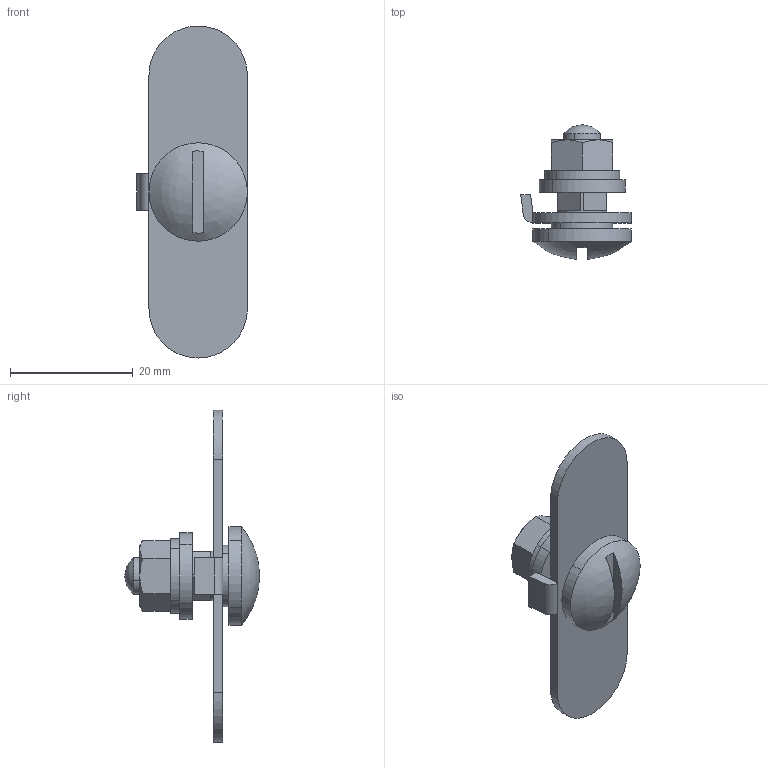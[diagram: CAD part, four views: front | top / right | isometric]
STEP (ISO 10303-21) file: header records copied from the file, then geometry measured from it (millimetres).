
FILE_DESCRIPTION((''),'2;1');
FILE_NAME('','2006-01-16T16:03:42',(''),(''),'','CADfix','');
FILE_SCHEMA(('AUTOMOTIVE_DESIGN'));
Length unit declared in the file: millimetre
Products named in the file (5): washer; nut; knob; base; TL_94_004_745_36
Assembly tree (4 placements, depth 2):
  TL_94_004_745_36
    washer
    nut
    knob
    base
Bounding box: 18 x 21.97 x 54 mm (x, y, z)
Volume: 3168.5 mm3; surface area: 3633.8 mm2
Topology: 4 solids, 4 shells, 68 faces, 230 edges, 175 vertices
Faces by surface type: bspline 68
Entity records: 3667 total; most frequent: CARTESIAN_POINT 2171, ORIENTED_EDGE 460, EDGE_CURVE 230, VERTEX_POINT 175, B_SPLINE_CURVE_WITH_KNOTS 153, EDGE_LOOP 79, QUASI_UNIFORM_CURVE 77, FACE_OUTER_BOUND 68
